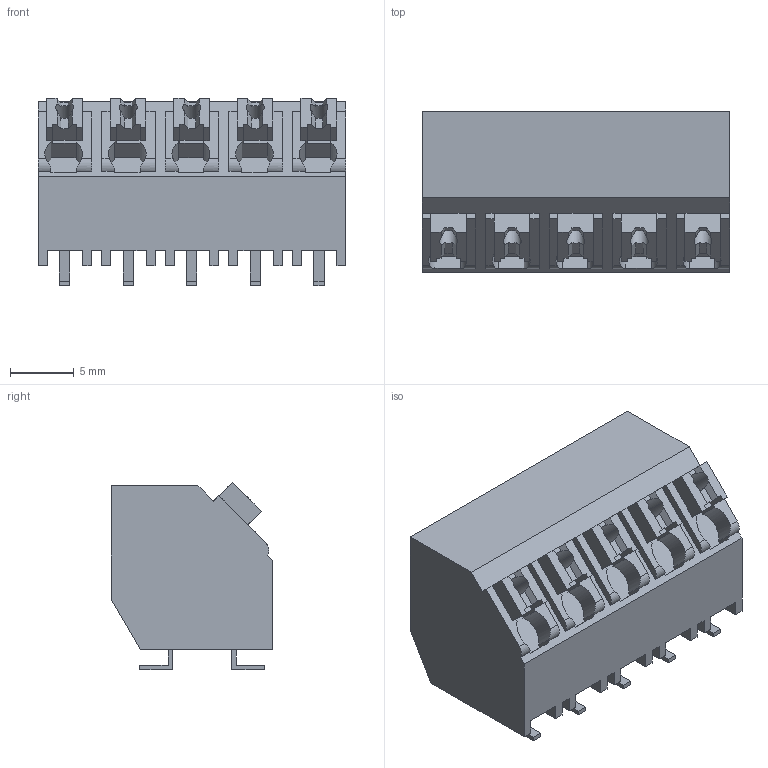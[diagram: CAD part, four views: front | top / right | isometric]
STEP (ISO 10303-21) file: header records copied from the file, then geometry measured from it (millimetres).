
FILE_DESCRIPTION(('CATIA V5 STEP Exchange','CAx-IF Rec.Pracs.--- Model Styling and Organization---1.2---2011-12-15'),'2;1');
FILE_NAME ('D1452231_0_1473720000_1473720000.stp','2018-03-29T12:00:57+00:00',('none'),('Weidmueller'),'CATIA Version 5-6 Release 2014','CATIA V5 STEP AP214','none');
FILE_SCHEMA(('AUTOMOTIVE_DESIGN { 1 0 10303 214 1 1 1 1 }'));
Length unit declared in the file: millimetre
Products named in the file (1): 1473720000
Bounding box: 24.2 x 12.7 x 14.71 mm (x, y, z)
Volume: 2816.8 mm3; surface area: 2824.9 mm2
Topology: 16 solids, 16 shells, 409 faces, 1132 edges, 762 vertices
Faces by surface type: plane 379, cylinder 30
Entity records: 12568 total; most frequent: CARTESIAN_POINT 2342, ORIENTED_EDGE 2264, DIRECTION 1629, EDGE_CURVE 1132, VECTOR 1022, LINE 1022, VERTEX_POINT 762, EDGE_LOOP 426
